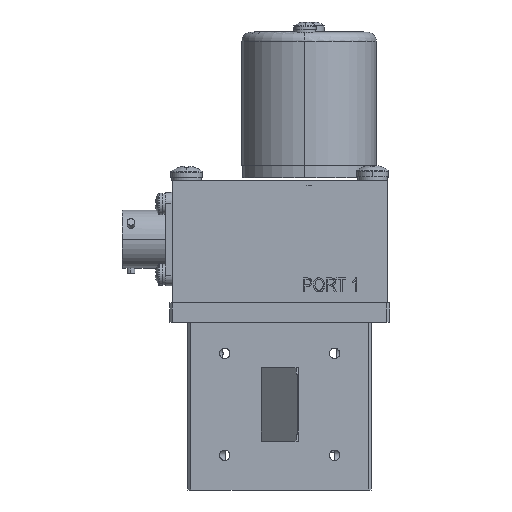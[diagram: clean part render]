
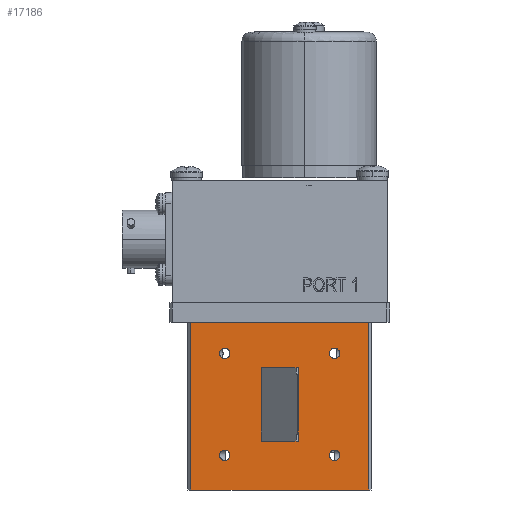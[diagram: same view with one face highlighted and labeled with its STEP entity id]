
A CAD part, left-side view. The second image highlights one B-rep face of the part: STEP entity #17186.
In plain terms, the highlighted planar face has unit normal (-1, 0, 0).
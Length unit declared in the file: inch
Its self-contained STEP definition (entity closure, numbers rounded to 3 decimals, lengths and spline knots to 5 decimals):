
#2797 = DIRECTION ( 'NONE',  ( 1., 0., 0. ) ) ;
#2799 = PLANE ( 'NONE',  #3132 ) ;
#2801 = CARTESIAN_POINT ( 'NONE',  ( -0.9375, 0.9375, 1.712 ) ) ;
#2803 = DIRECTION ( 'NONE',  ( 0., 1., 0. ) ) ;
#3132 = AXIS2_PLACEMENT_3D ( 'NONE', #2801, #2797, #2803 ) ;
#4026 = AXIS2_PLACEMENT_3D ( 'NONE', #14411, #14412, #14413 ) ;
#4029 = AXIS2_PLACEMENT_3D ( 'NONE', #14434, #14435, #14436 ) ;
#12920 = LINE ( 'NONE', #14320, #12923 ) ;
#12923 = VECTOR ( 'NONE', #14321, 39.37008 ) ;
#12936 = LINE ( 'NONE', #14350, #12938 ) ;
#12938 = VECTOR ( 'NONE', #14346, 39.37008 ) ;
#12940 = LINE ( 'NONE', #14360, #12942 ) ;
#12942 = VECTOR ( 'NONE', #14361, 39.37008 ) ;
#12944 = CIRCLE ( 'NONE', #4026, 0.05325 ) ;
#12945 = CIRCLE ( 'NONE', #4029, 0.05325 ) ;
#12949 = LINE ( 'NONE', #14429, #12951 ) ;
#12950 = LINE ( 'NONE', #14437, #12953 ) ;
#12951 = VECTOR ( 'NONE', #14430, 39.37008 ) ;
#12953 = VECTOR ( 'NONE', #14438, 39.37008 ) ;
#14320 = CARTESIAN_POINT ( 'NONE',  ( -0.9375, 0.1875, 1.25 ) ) ;
#14321 = DIRECTION ( 'NONE',  ( 0., 0., -1. ) ) ;
#14346 = DIRECTION ( 'NONE',  ( 0., -1., 0. ) ) ;
#14350 = CARTESIAN_POINT ( 'NONE',  ( -0.9375, 0.1875, 0.5 ) ) ;
#14360 = CARTESIAN_POINT ( 'NONE',  ( -0.9375, -0.1875, 1.25 ) ) ;
#14361 = DIRECTION ( 'NONE',  ( 0., 0., 1. ) ) ;
#14411 = CARTESIAN_POINT ( 'NONE',  ( -0.9375, -0.561, 1.395 ) ) ;
#14412 = DIRECTION ( 'NONE',  ( -1., 0., 0. ) ) ;
#14413 = DIRECTION ( 'NONE',  ( 0., 0., 1. ) ) ;
#14429 = CARTESIAN_POINT ( 'NONE',  ( -0.9375, 0.9375, 1.712 ) ) ;
#14430 = DIRECTION ( 'NONE',  ( 0., -1., 0. ) ) ;
#14434 = CARTESIAN_POINT ( 'NONE',  ( -0.9375, 0.561, 0.355 ) ) ;
#14435 = DIRECTION ( 'NONE',  ( -1., 0., 0. ) ) ;
#14436 = DIRECTION ( 'NONE',  ( 0., 0., 1. ) ) ;
#14437 = CARTESIAN_POINT ( 'NONE',  ( -0.9375, 0.9375, 0. ) ) ;
#14438 = DIRECTION ( 'NONE',  ( 0., -1., 0. ) ) ;
#14835 = CARTESIAN_POINT ( 'NONE',  ( -0.9375, -0.9075, 0. ) ) ;
#14865 = CARTESIAN_POINT ( 'NONE',  ( -0.9375, 0.561, 0.30175 ) ) ;
#14873 = CARTESIAN_POINT ( 'NONE',  ( -0.9375, 0.561, 0.40825 ) ) ;
#14880 = CARTESIAN_POINT ( 'NONE',  ( -0.9375, -0.1875, 0.5 ) ) ;
#14882 = CARTESIAN_POINT ( 'NONE',  ( -0.9375, -0.561, 0.40825 ) ) ;
#14883 = CARTESIAN_POINT ( 'NONE',  ( -0.9375, 0.1875, 1.25 ) ) ;
#14888 = CARTESIAN_POINT ( 'NONE',  ( -0.9375, 0.9075, 1.712 ) ) ;
#14889 = CARTESIAN_POINT ( 'NONE',  ( -0.9375, -0.9075, 1.712 ) ) ;
#14890 = CARTESIAN_POINT ( 'NONE',  ( -0.9375, -0.1875, 1.25 ) ) ;
#14901 = CARTESIAN_POINT ( 'NONE',  ( -0.9375, 0.561, 1.34175 ) ) ;
#14903 = CARTESIAN_POINT ( 'NONE',  ( -0.9375, -0.561, 0.30175 ) ) ;
#14916 = CARTESIAN_POINT ( 'NONE',  ( -0.9375, 0.1875, 0.5 ) ) ;
#14920 = CARTESIAN_POINT ( 'NONE',  ( -0.9375, -0.561, 1.44825 ) ) ;
#15053 = CARTESIAN_POINT ( 'NONE',  ( -0.9375, -0.561, 1.34175 ) ) ;
#15068 = CARTESIAN_POINT ( 'NONE',  ( -0.9375, 0.561, 1.44825 ) ) ;
#15087 = CARTESIAN_POINT ( 'NONE',  ( -0.9375, 0.9075, 0. ) ) ;
#16454 = EDGE_CURVE ( 'NONE', #23764, #23772, #23942, .T. ) ;
#16476 = EDGE_CURVE ( 'NONE', #23824, #23819, #23970, .T. ) ;
#16504 = EDGE_CURVE ( 'NONE', #23800, #23839, #23994, .T. ) ;
#16536 = EDGE_CURVE ( 'NONE', #23787, #23858, #24036, .T. ) ;
#16575 = EDGE_CURVE ( 'NONE', #23802, #23781, #25129, .T. ) ;
#16584 = EDGE_CURVE ( 'NONE', #23839, #23800, #25132, .T. ) ;
#16616 = EDGE_CURVE ( 'NONE', #23781, #23802, #25176, .T. ) ;
#16618 = EDGE_CURVE ( 'NONE', #23734, #23788, #25179, .T. ) ;
#16621 = EDGE_CURVE ( 'NONE', #23789, #23782, #25183, .T. ) ;
#17186 = ADVANCED_FACE ( 'NONE', ( #25916, #25925, #25921, #25918, #25923, #25926 ), #2799, .F. ) ;
#18116 = ORIENTED_EDGE ( 'NONE', *, *, #22523, .F. ) ;
#18117 = ORIENTED_EDGE ( 'NONE', *, *, #16454, .F. ) ;
#18118 = ORIENTED_EDGE ( 'NONE', *, *, #22516, .F. ) ;
#18119 = ORIENTED_EDGE ( 'NONE', *, *, #16476, .F. ) ;
#18120 = ORIENTED_EDGE ( 'NONE', *, *, #22512, .F. ) ;
#18121 = ORIENTED_EDGE ( 'NONE', *, *, #22509, .F. ) ;
#18122 = ORIENTED_EDGE ( 'NONE', *, *, #22497, .F. ) ;
#18123 = ORIENTED_EDGE ( 'NONE', *, *, #16621, .F. ) ;
#18124 = ORIENTED_EDGE ( 'NONE', *, *, #22524, .F. ) ;
#18125 = ORIENTED_EDGE ( 'NONE', *, *, #16536, .T. ) ;
#18126 = ORIENTED_EDGE ( 'NONE', *, *, #22525, .T. ) ;
#18127 = ORIENTED_EDGE ( 'NONE', *, *, #16618, .T. ) ;
#18128 = ORIENTED_EDGE ( 'NONE', *, *, #16616, .F. ) ;
#18129 = ORIENTED_EDGE ( 'NONE', *, *, #16575, .F. ) ;
#18130 = ORIENTED_EDGE ( 'NONE', *, *, #16584, .F. ) ;
#18131 = ORIENTED_EDGE ( 'NONE', *, *, #16504, .F. ) ;
#19936 = EDGE_LOOP ( 'NONE', ( #18120, #18121, #18122, #18123 ) ) ;
#19941 = EDGE_LOOP ( 'NONE', ( #18124, #18125, #18126, #18127 ) ) ;
#19942 = EDGE_LOOP ( 'NONE', ( #18128, #18129 ) ) ;
#19944 = EDGE_LOOP ( 'NONE', ( #18118, #18119 ) ) ;
#19945 = EDGE_LOOP ( 'NONE', ( #18130, #18131 ) ) ;
#19954 = EDGE_LOOP ( 'NONE', ( #18116, #18117 ) ) ;
#22497 = EDGE_CURVE ( 'NONE', #23782, #23815, #12920, .T. ) ;
#22509 = EDGE_CURVE ( 'NONE', #23815, #23779, #12936, .T. ) ;
#22512 = EDGE_CURVE ( 'NONE', #23779, #23789, #12940, .T. ) ;
#22516 = EDGE_CURVE ( 'NONE', #23819, #23824, #12944, .T. ) ;
#22523 = EDGE_CURVE ( 'NONE', #23772, #23764, #12945, .T. ) ;
#22524 = EDGE_CURVE ( 'NONE', #23787, #23788, #12949, .T. ) ;
#22525 = EDGE_CURVE ( 'NONE', #23858, #23734, #12950, .T. ) ;
#22718 = AXIS2_PLACEMENT_3D ( 'NONE', #24094, #24095, #24096 ) ;
#22725 = AXIS2_PLACEMENT_3D ( 'NONE', #24156, #24157, #24158 ) ;
#22734 = AXIS2_PLACEMENT_3D ( 'NONE', #24277, #24278, #24279 ) ;
#22747 = AXIS2_PLACEMENT_3D ( 'NONE', #24501, #24502, #24503 ) ;
#22749 = AXIS2_PLACEMENT_3D ( 'NONE', #24533, #24534, #24535 ) ;
#22756 = AXIS2_PLACEMENT_3D ( 'NONE', #24637, #24638, #24639 ) ;
#23734 = VERTEX_POINT ( 'NONE', #14835 ) ;
#23764 = VERTEX_POINT ( 'NONE', #14865 ) ;
#23772 = VERTEX_POINT ( 'NONE', #14873 ) ;
#23779 = VERTEX_POINT ( 'NONE', #14880 ) ;
#23781 = VERTEX_POINT ( 'NONE', #14882 ) ;
#23782 = VERTEX_POINT ( 'NONE', #14883 ) ;
#23787 = VERTEX_POINT ( 'NONE', #14888 ) ;
#23788 = VERTEX_POINT ( 'NONE', #14889 ) ;
#23789 = VERTEX_POINT ( 'NONE', #14890 ) ;
#23800 = VERTEX_POINT ( 'NONE', #14901 ) ;
#23802 = VERTEX_POINT ( 'NONE', #14903 ) ;
#23815 = VERTEX_POINT ( 'NONE', #14916 ) ;
#23819 = VERTEX_POINT ( 'NONE', #14920 ) ;
#23824 = VERTEX_POINT ( 'NONE', #15053 ) ;
#23839 = VERTEX_POINT ( 'NONE', #15068 ) ;
#23858 = VERTEX_POINT ( 'NONE', #15087 ) ;
#23942 = CIRCLE ( 'NONE', #22718, 0.05325 ) ;
#23970 = CIRCLE ( 'NONE', #22725, 0.05325 ) ;
#23994 = CIRCLE ( 'NONE', #22734, 0.05325 ) ;
#24036 = LINE ( 'NONE', #24399, #24039 ) ;
#24039 = VECTOR ( 'NONE', #24400, 39.37008 ) ;
#24094 = CARTESIAN_POINT ( 'NONE',  ( -0.9375, 0.561, 0.355 ) ) ;
#24095 = DIRECTION ( 'NONE',  ( -1., 0., 0. ) ) ;
#24096 = DIRECTION ( 'NONE',  ( 0., 0., 1. ) ) ;
#24156 = CARTESIAN_POINT ( 'NONE',  ( -0.9375, -0.561, 1.395 ) ) ;
#24157 = DIRECTION ( 'NONE',  ( -1., 0., 0. ) ) ;
#24158 = DIRECTION ( 'NONE',  ( 0., 0., 1. ) ) ;
#24277 = CARTESIAN_POINT ( 'NONE',  ( -0.9375, 0.561, 1.395 ) ) ;
#24278 = DIRECTION ( 'NONE',  ( -1., 0., 0. ) ) ;
#24279 = DIRECTION ( 'NONE',  ( 0., 0., 1. ) ) ;
#24399 = CARTESIAN_POINT ( 'NONE',  ( -0.9375, 0.9075, 1.712 ) ) ;
#24400 = DIRECTION ( 'NONE',  ( 0., 0., -1. ) ) ;
#24501 = CARTESIAN_POINT ( 'NONE',  ( -0.9375, -0.561, 0.355 ) ) ;
#24502 = DIRECTION ( 'NONE',  ( -1., 0., 0. ) ) ;
#24503 = DIRECTION ( 'NONE',  ( 0., 0., 1. ) ) ;
#24533 = CARTESIAN_POINT ( 'NONE',  ( -0.9375, 0.561, 1.395 ) ) ;
#24534 = DIRECTION ( 'NONE',  ( -1., 0., 0. ) ) ;
#24535 = DIRECTION ( 'NONE',  ( 0., 0., 1. ) ) ;
#24635 = CARTESIAN_POINT ( 'NONE',  ( -0.9375, 0.1875, 1.25 ) ) ;
#24637 = CARTESIAN_POINT ( 'NONE',  ( -0.9375, -0.561, 0.355 ) ) ;
#24638 = DIRECTION ( 'NONE',  ( -1., 0., 0. ) ) ;
#24639 = DIRECTION ( 'NONE',  ( 0., 0., 1. ) ) ;
#24640 = CARTESIAN_POINT ( 'NONE',  ( -0.9375, -0.9075, 1.712 ) ) ;
#24641 = DIRECTION ( 'NONE',  ( 0., 0., 1. ) ) ;
#24647 = DIRECTION ( 'NONE',  ( 0., 1., 0. ) ) ;
#25129 = CIRCLE ( 'NONE', #22747, 0.05325 ) ;
#25132 = CIRCLE ( 'NONE', #22749, 0.05325 ) ;
#25176 = CIRCLE ( 'NONE', #22756, 0.05325 ) ;
#25179 = LINE ( 'NONE', #24640, #25182 ) ;
#25182 = VECTOR ( 'NONE', #24641, 39.37008 ) ;
#25183 = LINE ( 'NONE', #24635, #25188 ) ;
#25188 = VECTOR ( 'NONE', #24647, 39.37008 ) ;
#25916 = FACE_BOUND ( 'NONE', #19954, .T. ) ;
#25918 = FACE_OUTER_BOUND ( 'NONE', #19941, .T. ) ;
#25921 = FACE_BOUND ( 'NONE', #19936, .T. ) ;
#25923 = FACE_BOUND ( 'NONE', #19942, .T. ) ;
#25925 = FACE_BOUND ( 'NONE', #19944, .T. ) ;
#25926 = FACE_BOUND ( 'NONE', #19945, .T. ) ;
